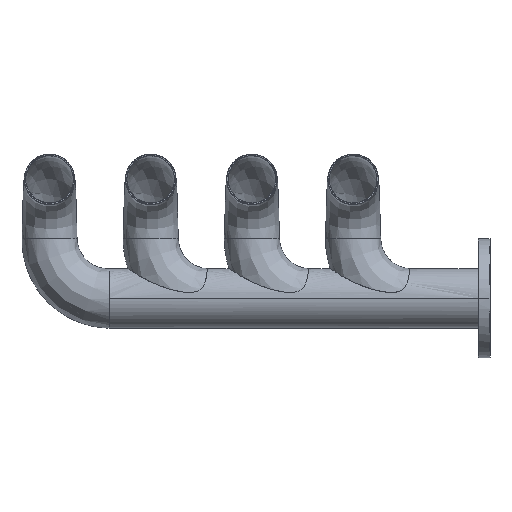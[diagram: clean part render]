
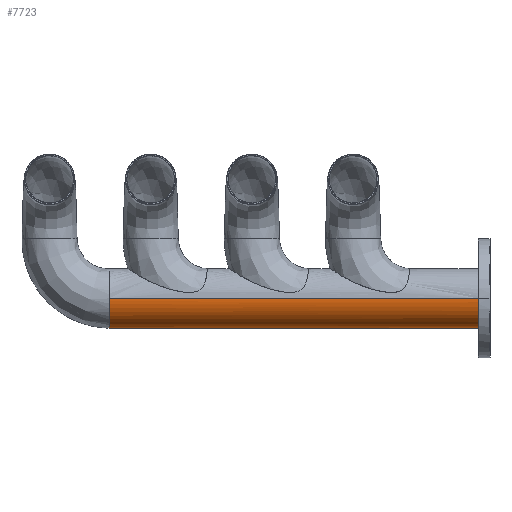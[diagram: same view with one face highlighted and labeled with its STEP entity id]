
A CAD part, left-side view. The second image highlights one B-rep face of the part: STEP entity #7723.
In plain terms, the highlighted free-form (B-spline) face has degree [2, 1] with [5, 2] control points.
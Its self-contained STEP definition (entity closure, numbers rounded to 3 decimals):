
#7723 = ADVANCED_FACE('',(#7724),#7766,.T.);
#7724 = FACE_BOUND('',#7725,.T.);
#7725 = EDGE_LOOP('',(#7726,#7736,#7744,#7751,#7761));
#7726 = ORIENTED_EDGE('',*,*,#7727,.T.);
#7727 = EDGE_CURVE('',#7728,#7730,#7732,.T.);
#7728 = VERTEX_POINT('',#7729);
#7729 = CARTESIAN_POINT('',(35.164,0.,0.));
#7730 = VERTEX_POINT('',#7731);
#7731 = CARTESIAN_POINT('',(0.,0.,-35.164));
#7732 = ( BOUNDED_CURVE() B_SPLINE_CURVE(2,(#7733,#7734,#7735),
.UNSPECIFIED.,.F.,.F.) B_SPLINE_CURVE_WITH_KNOTS((3,3),(0.,
1.571),.PIECEWISE_BEZIER_KNOTS.) CURVE() 
GEOMETRIC_REPRESENTATION_ITEM() RATIONAL_B_SPLINE_CURVE((1.,
0.707,1.)) REPRESENTATION_ITEM('') );
#7733 = CARTESIAN_POINT('',(35.164,0.,0.));
#7734 = CARTESIAN_POINT('',(35.164,0.,-35.164));
#7735 = CARTESIAN_POINT('',(0.,0.,-35.164));
#7736 = ORIENTED_EDGE('',*,*,#7737,.T.);
#7737 = EDGE_CURVE('',#7730,#7738,#7740,.T.);
#7738 = VERTEX_POINT('',#7739);
#7739 = CARTESIAN_POINT('',(-35.164,0.,0.));
#7740 = ( BOUNDED_CURVE() B_SPLINE_CURVE(2,(#7741,#7742,#7743),
.UNSPECIFIED.,.F.,.F.) B_SPLINE_CURVE_WITH_KNOTS((3,3),(0.,
1.571),.PIECEWISE_BEZIER_KNOTS.) CURVE() 
GEOMETRIC_REPRESENTATION_ITEM() RATIONAL_B_SPLINE_CURVE((1.,
0.707,1.)) REPRESENTATION_ITEM('') );
#7741 = CARTESIAN_POINT('',(0.,0.,-35.164));
#7742 = CARTESIAN_POINT('',(-35.164,0.,-35.164));
#7743 = CARTESIAN_POINT('',(-35.164,0.,0.));
#7744 = ORIENTED_EDGE('',*,*,#7745,.T.);
#7745 = EDGE_CURVE('',#7738,#7746,#7748,.T.);
#7746 = VERTEX_POINT('',#7747);
#7747 = CARTESIAN_POINT('',(-35.164,-436.033,0.));
#7748 = B_SPLINE_CURVE_WITH_KNOTS('',1,(#7749,#7750),.UNSPECIFIED.,.F.,
  .F.,(2,2),(0.,310.),.PIECEWISE_BEZIER_KNOTS.);
#7749 = CARTESIAN_POINT('',(-35.164,0.,0.));
#7750 = CARTESIAN_POINT('',(-35.164,-436.033,0.));
#7751 = ORIENTED_EDGE('',*,*,#7752,.T.);
#7752 = EDGE_CURVE('',#7746,#7753,#7755,.T.);
#7753 = VERTEX_POINT('',#7754);
#7754 = CARTESIAN_POINT('',(35.164,-436.033,
    0.));
#7755 = ( BOUNDED_CURVE() B_SPLINE_CURVE(2,(#7756,#7757,#7758,#7759,
#7760),.UNSPECIFIED.,.F.,.F.) B_SPLINE_CURVE_WITH_KNOTS((3,2,3),(0.,
1.571,3.142),.PIECEWISE_BEZIER_KNOTS.) CURVE() 
GEOMETRIC_REPRESENTATION_ITEM() RATIONAL_B_SPLINE_CURVE((1.,
0.707,1.,0.707,1.)) REPRESENTATION_ITEM('') );
#7756 = CARTESIAN_POINT('',(-35.164,-436.033,0.));
#7757 = CARTESIAN_POINT('',(-35.164,-436.033,
    -35.164));
#7758 = CARTESIAN_POINT('',(0.,-436.033,
    -35.164));
#7759 = CARTESIAN_POINT('',(35.164,-436.033,-35.164
    ));
#7760 = CARTESIAN_POINT('',(35.164,-436.033,
    0.));
#7761 = ORIENTED_EDGE('',*,*,#7762,.T.);
#7762 = EDGE_CURVE('',#7753,#7728,#7763,.T.);
#7763 = B_SPLINE_CURVE_WITH_KNOTS('',1,(#7764,#7765),.UNSPECIFIED.,.F.,
  .F.,(2,2),(0.,310.),.PIECEWISE_BEZIER_KNOTS.);
#7764 = CARTESIAN_POINT('',(35.164,-436.033,0.));
#7765 = CARTESIAN_POINT('',(35.164,0.,0.));
#7766 = ( BOUNDED_SURFACE() B_SPLINE_SURFACE(2,1,(
    (#7767,#7768)
    ,(#7769,#7770)
    ,(#7771,#7772)
    ,(#7773,#7774)
    ,(#7775,#7776
)),.UNSPECIFIED.,.F.,.F.,.F.) B_SPLINE_SURFACE_WITH_KNOTS((3,2,3),(2,2),
  (3.142,4.712,6.283),(0.,310.),
.PIECEWISE_BEZIER_KNOTS.) GEOMETRIC_REPRESENTATION_ITEM() 
RATIONAL_B_SPLINE_SURFACE((
    (1.,1.)
    ,(0.707,0.707)
    ,(1.,1.)
    ,(0.707,0.707)
,(1.,1.))) REPRESENTATION_ITEM('') SURFACE() );
#7767 = CARTESIAN_POINT('',(-35.164,-436.033,
    0.));
#7768 = CARTESIAN_POINT('',(-35.164,0.,0.));
#7769 = CARTESIAN_POINT('',(-35.164,-436.033,
    -35.164));
#7770 = CARTESIAN_POINT('',(-35.164,0.,-35.164));
#7771 = CARTESIAN_POINT('',(0.,-436.033,
    -35.164));
#7772 = CARTESIAN_POINT('',(0.,0.,-35.164));
#7773 = CARTESIAN_POINT('',(35.164,-436.033,
    -35.164));
#7774 = CARTESIAN_POINT('',(35.164,0.,-35.164));
#7775 = CARTESIAN_POINT('',(35.164,-436.033,
    0.));
#7776 = CARTESIAN_POINT('',(35.164,0.,0.));
